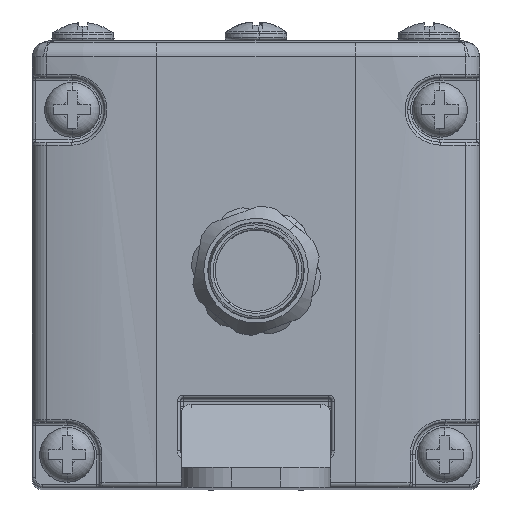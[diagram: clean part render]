
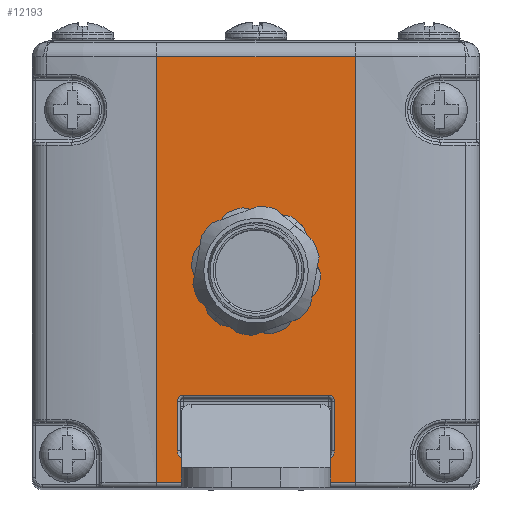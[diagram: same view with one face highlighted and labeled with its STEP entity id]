
A CAD part, top view. The second image highlights one B-rep face of the part: STEP entity #12193.
In plain terms, the highlighted planar face has unit normal (0, 0, 1).
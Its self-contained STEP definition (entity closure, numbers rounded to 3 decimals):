
#194 = EDGE_LOOP ( 'NONE', ( #14949, #6394, #12946, #31500 ) ) ;
#350 = PLANE ( 'NONE',  #27025 ) ;
#713 = CARTESIAN_POINT ( 'NONE',  ( 7.9, -19.273, 7. ) ) ;
#870 = CARTESIAN_POINT ( 'NONE',  ( 7.651, -19.624, 7. ) ) ;
#967 = CARTESIAN_POINT ( 'NONE',  ( -7.3, -19.624, 7. ) ) ;
#976 = LINE ( 'NONE', #16015, #11962 ) ;
#1142 = CARTESIAN_POINT ( 'NONE',  ( 7.3, -13.8, 7. ) ) ;
#1450 = DIRECTION ( 'NONE',  ( 1., 0., 0. ) ) ;
#1657 = VERTEX_POINT ( 'NONE', #14844 ) ;
#2422 = FACE_BOUND ( 'NONE', #24485, .T. ) ;
#2457 = EDGE_CURVE ( 'NONE', #15618, #13528, #17004, .T. ) ;
#2570 = VERTEX_POINT ( 'NONE', #29221 ) ;
#2631 = CARTESIAN_POINT ( 'NONE',  ( 7.3, -13.2, 7. ) ) ;
#2993 = CARTESIAN_POINT ( 'NONE',  ( -7.3, -13.2, 7. ) ) ;
#3206 = EDGE_CURVE ( 'NONE', #9594, #11805, #17733, .T. ) ;
#3270 = CARTESIAN_POINT ( 'NONE',  ( -7.9, -18.776, 7. ) ) ;
#3833 = LINE ( 'NONE', #967, #17492 ) ;
#3851 = CARTESIAN_POINT ( 'NONE',  ( -7.651, -19.624, 7. ) ) ;
#4032 = EDGE_CURVE ( 'NONE', #11805, #15618, #29074, .T. ) ;
#4073 = ORIENTED_EDGE ( 'NONE', *, *, #26609, .T. ) ;
#4889 = VECTOR ( 'NONE', #21342, 1000. ) ;
#5139 = VECTOR ( 'NONE', #24064, 1000. ) ;
#5150 = ORIENTED_EDGE ( 'NONE', *, *, #28475, .T. ) ;
#5392 = CARTESIAN_POINT ( 'NONE',  ( 7.3, -13.2, 7. ) ) ;
#5489 = LINE ( 'NONE', #13495, #4889 ) ;
#5528 = CARTESIAN_POINT ( 'NONE',  ( -7.3, -19.624, 7. ) ) ;
#5879 = EDGE_CURVE ( 'NONE', #11240, #9977, #976, .T. ) ;
#6109 = CARTESIAN_POINT ( 'NONE',  ( -7.3, -19.624, 7. ) ) ;
#6277 = AXIS2_PLACEMENT_3D ( 'NONE', #22553, #15164, #10372 ) ;
#6394 = ORIENTED_EDGE ( 'NONE', *, *, #20019, .T. ) ;
#6397 = VERTEX_POINT ( 'NONE', #18241 ) ;
#6484 = CARTESIAN_POINT ( 'NONE',  ( 5.3, -0.7, 7. ) ) ;
#6582 = CARTESIAN_POINT ( 'NONE',  ( 0., -0.7, 7. ) ) ;
#6754 = DIRECTION ( 'NONE',  ( 0., -1., 0. ) ) ;
#6852 = LINE ( 'NONE', #8815, #8816 ) ;
#7077 = VECTOR ( 'NONE', #6754, 1000. ) ;
#7267 = ORIENTED_EDGE ( 'NONE', *, *, #24540, .T. ) ;
#7956 = EDGE_CURVE ( 'NONE', #24859, #2570, #20626, .T. ) ;
#8088 = AXIS2_PLACEMENT_3D ( 'NONE', #1142, #30179, #1450 ) ;
#8815 = CARTESIAN_POINT ( 'NONE',  ( 0., 20.849, 7. ) ) ;
#8816 = VECTOR ( 'NONE', #18884, 1000. ) ;
#9405 =( BOUNDED_CURVE ( )  B_SPLINE_CURVE ( 3, ( #6109, #3851, #11245, #10934 ),
 .UNSPECIFIED., .F., .F. ) 
 B_SPLINE_CURVE_WITH_KNOTS ( ( 4, 4 ),
 ( 0., 1.571 ),
 .UNSPECIFIED. ) 
 CURVE ( )  GEOMETRIC_REPRESENTATION_ITEM ( )  RATIONAL_B_SPLINE_CURVE ( ( 1., 0.805, 0.805, 1. ) ) 
 REPRESENTATION_ITEM ( '' )  );
#9594 = VERTEX_POINT ( 'NONE', #2993 ) ;
#9977 = VERTEX_POINT ( 'NONE', #28081 ) ;
#10303 = DIRECTION ( 'NONE',  ( 0., 0., 1. ) ) ;
#10372 = DIRECTION ( 'NONE',  ( 1., 0., 0. ) ) ;
#10800 = VERTEX_POINT ( 'NONE', #6484 ) ;
#10934 = CARTESIAN_POINT ( 'NONE',  ( -7.9, -18.776, 7. ) ) ;
#11240 = VERTEX_POINT ( 'NONE', #3270 ) ;
#11245 = CARTESIAN_POINT ( 'NONE',  ( -7.9, -19.273, 7. ) ) ;
#11401 = CARTESIAN_POINT ( 'NONE',  ( 10., -22., 7. ) ) ;
#11805 = VERTEX_POINT ( 'NONE', #2631 ) ;
#11962 = VECTOR ( 'NONE', #27611, 1000. ) ;
#12193 = ADVANCED_FACE ( 'NONE', ( #27142, #2422, #20074 ), #350, .T. ) ;
#12434 = ORIENTED_EDGE ( 'NONE', *, *, #24300, .T. ) ;
#12780 = DIRECTION ( 'NONE',  ( 1., 0., 0. ) ) ;
#12946 = ORIENTED_EDGE ( 'NONE', *, *, #28379, .F. ) ;
#13495 = CARTESIAN_POINT ( 'NONE',  ( 10., 22.5, 7. ) ) ;
#13528 = VERTEX_POINT ( 'NONE', #17054 ) ;
#13613 = DIRECTION ( 'NONE',  ( -1., 0., 0. ) ) ;
#13737 = EDGE_CURVE ( 'NONE', #13528, #6397, #16501, .T. ) ;
#14092 = ORIENTED_EDGE ( 'NONE', *, *, #3206, .T. ) ;
#14280 = LINE ( 'NONE', #11401, #5139 ) ;
#14370 = CARTESIAN_POINT ( 'NONE',  ( 0., -0.7, 7. ) ) ;
#14839 = CARTESIAN_POINT ( 'NONE',  ( -5.3, -0.7, 7. ) ) ;
#14844 = CARTESIAN_POINT ( 'NONE',  ( 10., 20.849, 7. ) ) ;
#14949 = ORIENTED_EDGE ( 'NONE', *, *, #7956, .T. ) ;
#15164 = DIRECTION ( 'NONE',  ( 0., 0., -1. ) ) ;
#15195 = VECTOR ( 'NONE', #12780, 1000. ) ;
#15252 = CARTESIAN_POINT ( 'NONE',  ( 0., 0., 7. ) ) ;
#15391 = VERTEX_POINT ( 'NONE', #5528 ) ;
#15618 = VERTEX_POINT ( 'NONE', #21704 ) ;
#16015 = CARTESIAN_POINT ( 'NONE',  ( -7.9, -13.8, 7. ) ) ;
#16501 =( BOUNDED_CURVE ( )  B_SPLINE_CURVE ( 3, ( #20433, #713, #870, #25099 ),
 .UNSPECIFIED., .F., .F. ) 
 B_SPLINE_CURVE_WITH_KNOTS ( ( 4, 4 ),
 ( 1.571, 3.142 ),
 .UNSPECIFIED. ) 
 CURVE ( )  GEOMETRIC_REPRESENTATION_ITEM ( )  RATIONAL_B_SPLINE_CURVE ( ( 1., 0.805, 0.805, 1. ) ) 
 REPRESENTATION_ITEM ( '' )  );
#17004 = LINE ( 'NONE', #28740, #7077 ) ;
#17054 = CARTESIAN_POINT ( 'NONE',  ( 7.9, -18.776, 7. ) ) ;
#17443 = ORIENTED_EDGE ( 'NONE', *, *, #2457, .T. ) ;
#17492 = VECTOR ( 'NONE', #13613, 1000. ) ;
#17497 = DIRECTION ( 'NONE',  ( 1., 0., 0. ) ) ;
#17733 = LINE ( 'NONE', #5392, #15195 ) ;
#17758 = VERTEX_POINT ( 'NONE', #22080 ) ;
#18241 = CARTESIAN_POINT ( 'NONE',  ( 7.3, -19.624, 7. ) ) ;
#18765 = EDGE_LOOP ( 'NONE', ( #28257, #7267, #14092, #29377, #17443, #30232, #31324, #4073 ) ) ;
#18884 = DIRECTION ( 'NONE',  ( -1., 0., 0. ) ) ;
#20019 = EDGE_CURVE ( 'NONE', #2570, #17758, #14280, .T. ) ;
#20074 = FACE_OUTER_BOUND ( 'NONE', #194, .T. ) ;
#20433 = CARTESIAN_POINT ( 'NONE',  ( 7.9, -18.776, 7. ) ) ;
#20626 = LINE ( 'NONE', #30252, #29474 ) ;
#21342 = DIRECTION ( 'NONE',  ( 0., -1., 0. ) ) ;
#21647 = AXIS2_PLACEMENT_3D ( 'NONE', #14370, #21753, #23992 ) ;
#21704 = CARTESIAN_POINT ( 'NONE',  ( 7.9, -13.8, 7. ) ) ;
#21753 = DIRECTION ( 'NONE',  ( 0., 0., -1. ) ) ;
#21819 = EDGE_CURVE ( 'NONE', #1657, #24859, #6852, .T. ) ;
#22080 = CARTESIAN_POINT ( 'NONE',  ( 10., -22., 7. ) ) ;
#22553 = CARTESIAN_POINT ( 'NONE',  ( -7.3, -13.8, 7. ) ) ;
#23088 = EDGE_CURVE ( 'NONE', #6397, #15391, #3833, .T. ) ;
#23174 = CIRCLE ( 'NONE', #21647, 5.3 ) ;
#23501 = VERTEX_POINT ( 'NONE', #14839 ) ;
#23992 = DIRECTION ( 'NONE',  ( 1., 0., 0. ) ) ;
#24064 = DIRECTION ( 'NONE',  ( 1., 0., 0. ) ) ;
#24276 = CARTESIAN_POINT ( 'NONE',  ( -10., 20.849, 7. ) ) ;
#24300 = EDGE_CURVE ( 'NONE', #10800, #23501, #23174, .T. ) ;
#24485 = EDGE_LOOP ( 'NONE', ( #12434, #5150 ) ) ;
#24540 = EDGE_CURVE ( 'NONE', #9977, #9594, #31361, .T. ) ;
#24859 = VERTEX_POINT ( 'NONE', #24276 ) ;
#25099 = CARTESIAN_POINT ( 'NONE',  ( 7.3, -19.624, 7. ) ) ;
#25284 = DIRECTION ( 'NONE',  ( 0., -1., 0. ) ) ;
#25839 = DIRECTION ( 'NONE',  ( 0., 0., -1. ) ) ;
#26609 = EDGE_CURVE ( 'NONE', #15391, #11240, #9405, .T. ) ;
#27025 = AXIS2_PLACEMENT_3D ( 'NONE', #15252, #10303, #17497 ) ;
#27142 = FACE_BOUND ( 'NONE', #18765, .T. ) ;
#27611 = DIRECTION ( 'NONE',  ( 0., 1., 0. ) ) ;
#28081 = CARTESIAN_POINT ( 'NONE',  ( -7.9, -13.8, 7. ) ) ;
#28257 = ORIENTED_EDGE ( 'NONE', *, *, #5879, .T. ) ;
#28379 = EDGE_CURVE ( 'NONE', #1657, #17758, #5489, .T. ) ;
#28454 = CIRCLE ( 'NONE', #28994, 5.3 ) ;
#28475 = EDGE_CURVE ( 'NONE', #23501, #10800, #28454, .T. ) ;
#28740 = CARTESIAN_POINT ( 'NONE',  ( 7.9, 0., 7. ) ) ;
#28994 = AXIS2_PLACEMENT_3D ( 'NONE', #6582, #25839, #30647 ) ;
#29074 = CIRCLE ( 'NONE', #8088, 0.6 ) ;
#29221 = CARTESIAN_POINT ( 'NONE',  ( -10., -22., 7. ) ) ;
#29377 = ORIENTED_EDGE ( 'NONE', *, *, #4032, .T. ) ;
#29474 = VECTOR ( 'NONE', #25284, 1000. ) ;
#30179 = DIRECTION ( 'NONE',  ( 0., 0., -1. ) ) ;
#30232 = ORIENTED_EDGE ( 'NONE', *, *, #13737, .T. ) ;
#30252 = CARTESIAN_POINT ( 'NONE',  ( -10., 22.5, 7. ) ) ;
#30647 = DIRECTION ( 'NONE',  ( 1., 0., 0. ) ) ;
#31324 = ORIENTED_EDGE ( 'NONE', *, *, #23088, .T. ) ;
#31361 = CIRCLE ( 'NONE', #6277, 0.6 ) ;
#31500 = ORIENTED_EDGE ( 'NONE', *, *, #21819, .T. ) ;
